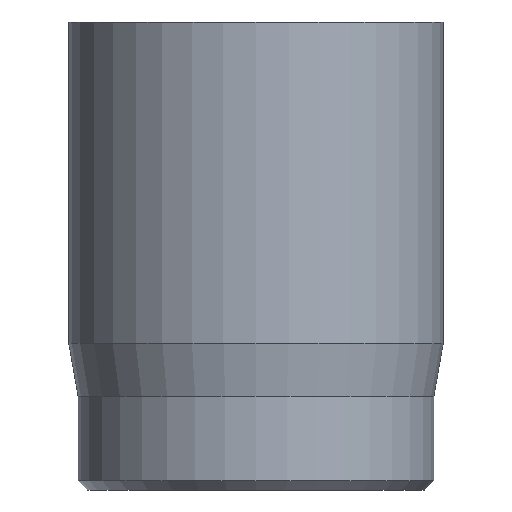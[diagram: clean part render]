
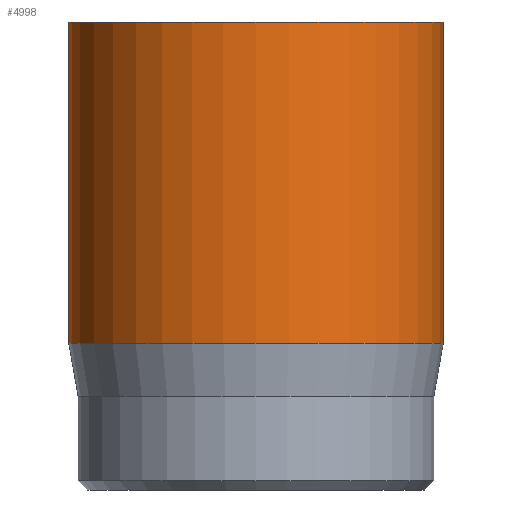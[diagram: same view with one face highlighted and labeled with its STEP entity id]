
A CAD part, front view. The second image highlights one B-rep face of the part: STEP entity #4998.
In plain terms, the highlighted cylindrical face has radius 2 mm (diameter 4 mm), a full revolution.
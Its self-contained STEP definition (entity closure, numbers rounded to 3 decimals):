
#31=CYLINDRICAL_SURFACE('',#5183,2.);
#43=CIRCLE('',#5154,2.);
#54=CIRCLE('',#5181,2.);
#55=CIRCLE('',#5182,2.);
#454=FACE_OUTER_BOUND('',#759,.T.);
#759=EDGE_LOOP('',(#4472,#4473,#4474,#4475,#4476));
#1133=LINE('',#9465,#1514);
#1514=VECTOR('',#5789,2.);
#2320=VERTEX_POINT('',#9416);
#2331=VERTEX_POINT('',#9459);
#2332=VERTEX_POINT('',#9460);
#3034=EDGE_CURVE('',#2320,#2320,#43,.T.);
#3050=EDGE_CURVE('',#2331,#2332,#54,.T.);
#3051=EDGE_CURVE('',#2332,#2331,#55,.T.);
#3053=EDGE_CURVE('',#2320,#2331,#1133,.T.);
#4472=ORIENTED_EDGE('',*,*,#3034,.T.);
#4473=ORIENTED_EDGE('',*,*,#3053,.T.);
#4474=ORIENTED_EDGE('',*,*,#3050,.T.);
#4475=ORIENTED_EDGE('',*,*,#3051,.T.);
#4476=ORIENTED_EDGE('',*,*,#3053,.F.);
#4998=ADVANCED_FACE('',(#454),#31,.T.);
#5154=AXIS2_PLACEMENT_3D('',#9417,#5723,#5724);
#5181=AXIS2_PLACEMENT_3D('',#9461,#5782,#5783);
#5182=AXIS2_PLACEMENT_3D('',#9462,#5784,#5785);
#5183=AXIS2_PLACEMENT_3D('',#9464,#5787,#5788);
#5723=DIRECTION('center_axis',(0.,0.,-1.));
#5724=DIRECTION('ref_axis',(-1.,0.,0.));
#5782=DIRECTION('center_axis',(0.,0.,1.));
#5783=DIRECTION('ref_axis',(-1.,0.,0.));
#5784=DIRECTION('center_axis',(0.,0.,1.));
#5785=DIRECTION('ref_axis',(-1.,0.,0.));
#5787=DIRECTION('center_axis',(0.,0.,1.));
#5788=DIRECTION('ref_axis',(-1.,0.,0.));
#5789=DIRECTION('',(0.,0.,-1.));
#9416=CARTESIAN_POINT('',(2.,0.,5.));
#9417=CARTESIAN_POINT('Origin',(0.,0.,5.));
#9459=CARTESIAN_POINT('',(2.,0.,1.567));
#9460=CARTESIAN_POINT('',(-2.,0.,1.567));
#9461=CARTESIAN_POINT('Origin',(0.,0.,1.567));
#9462=CARTESIAN_POINT('Origin',(0.,0.,1.567));
#9464=CARTESIAN_POINT('Origin',(0.,0.,0.));
#9465=CARTESIAN_POINT('',(2.,0.,0.));
